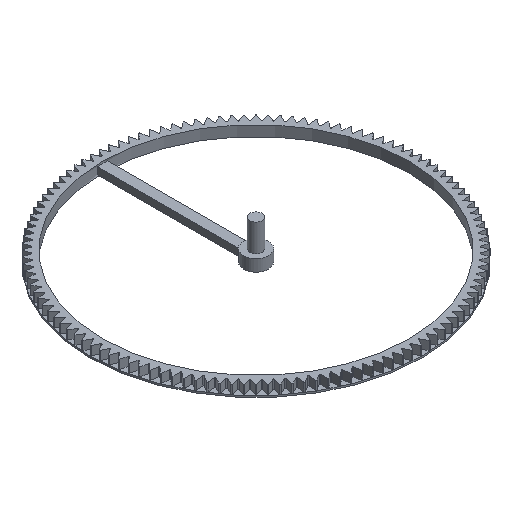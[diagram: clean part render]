
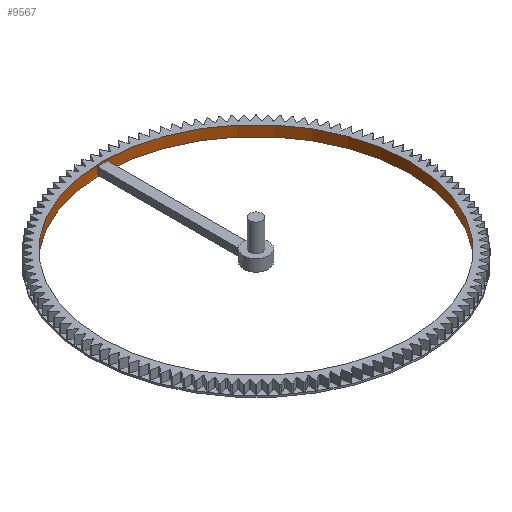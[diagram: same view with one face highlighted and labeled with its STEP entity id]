
A CAD part, isometric view. The second image highlights one B-rep face of the part: STEP entity #9567.
In plain terms, the highlighted cylindrical face has radius 74 mm (diameter 148 mm), a full revolution.
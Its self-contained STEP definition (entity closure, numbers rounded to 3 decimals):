
#141=CYLINDRICAL_SURFACE('',#10446,74.);
#265=FACE_BOUND('',#1016,.T.);
#519=FACE_OUTER_BOUND('',#1015,.T.);
#1015=EDGE_LOOP('',(#7608,#7609,#7610,#7611));
#1016=EDGE_LOOP('',(#7612,#7613,#7614,#7615));
#1263=CIRCLE('',#9827,74.);
#1267=CIRCLE('',#9834,74.);
#1631=CIRCLE('',#10444,74.);
#1633=CIRCLE('',#10447,74.);
#1757=LINE('',#13776,#2729);
#1762=LINE('',#13793,#2734);
#2366=LINE('',#15734,#3338);
#2729=VECTOR('',#10827,10.);
#2734=VECTOR('',#10844,10.);
#3338=VECTOR('',#12672,74.);
#3699=VERTEX_POINT('',#13766);
#3701=VERTEX_POINT('',#13769);
#3703=VERTEX_POINT('',#13775);
#3707=VERTEX_POINT('',#13786);
#3709=VERTEX_POINT('',#13791);
#4434=VERTEX_POINT('',#15732);
#4676=EDGE_CURVE('',#3701,#3699,#1263,.T.);
#4679=EDGE_CURVE('',#3703,#3701,#1757,.T.);
#4684=EDGE_CURVE('',#3707,#3707,#1267,.T.);
#4687=EDGE_CURVE('',#3699,#3709,#1762,.T.);
#5654=EDGE_CURVE('',#3709,#3703,#1631,.T.);
#5656=EDGE_CURVE('',#4434,#4434,#1633,.T.);
#5657=EDGE_CURVE('',#4434,#3707,#2366,.T.);
#7608=ORIENTED_EDGE('',*,*,#5656,.F.);
#7609=ORIENTED_EDGE('',*,*,#5657,.T.);
#7610=ORIENTED_EDGE('',*,*,#4684,.T.);
#7611=ORIENTED_EDGE('',*,*,#5657,.F.);
#7612=ORIENTED_EDGE('',*,*,#4687,.T.);
#7613=ORIENTED_EDGE('',*,*,#5654,.T.);
#7614=ORIENTED_EDGE('',*,*,#4679,.T.);
#7615=ORIENTED_EDGE('',*,*,#4676,.T.);
#9567=ADVANCED_FACE('',(#519,#265),#141,.F.);
#9827=AXIS2_PLACEMENT_3D('',#13770,#10820,#10821);
#9834=AXIS2_PLACEMENT_3D('',#13787,#10838,#10839);
#10444=AXIS2_PLACEMENT_3D('',#15729,#12664,#12665);
#10446=AXIS2_PLACEMENT_3D('',#15731,#12668,#12669);
#10447=AXIS2_PLACEMENT_3D('',#15733,#12670,#12671);
#10820=DIRECTION('center_axis',(0.,0.,1.));
#10821=DIRECTION('ref_axis',(1.,0.,0.));
#10827=DIRECTION('',(0.,0.,-1.));
#10838=DIRECTION('center_axis',(0.,0.,-1.));
#10839=DIRECTION('ref_axis',(1.,0.,0.));
#10844=DIRECTION('',(0.,0.,1.));
#12664=DIRECTION('center_axis',(0.,0.,-1.));
#12665=DIRECTION('ref_axis',(1.,0.,0.));
#12668=DIRECTION('center_axis',(0.,0.,1.));
#12669=DIRECTION('ref_axis',(1.,0.,0.));
#12670=DIRECTION('center_axis',(0.,0.,-1.));
#12671=DIRECTION('ref_axis',(1.,0.,0.));
#12672=DIRECTION('',(0.,0.,-1.));
#13766=CARTESIAN_POINT('',(-2.5,73.958,0.6));
#13769=CARTESIAN_POINT('',(2.5,73.958,0.6));
#13770=CARTESIAN_POINT('Origin',(0.,0.,0.6));
#13775=CARTESIAN_POINT('',(2.5,73.958,4.));
#13776=CARTESIAN_POINT('',(2.5,73.958,0.));
#13786=CARTESIAN_POINT('',(-74.,0.,0.));
#13787=CARTESIAN_POINT('Origin',(0.,0.,0.));
#13791=CARTESIAN_POINT('',(-2.5,73.958,4.));
#13793=CARTESIAN_POINT('',(-2.5,73.958,0.));
#15729=CARTESIAN_POINT('Origin',(0.,0.,4.));
#15731=CARTESIAN_POINT('Origin',(0.,0.,0.));
#15732=CARTESIAN_POINT('',(-74.,0.,5.));
#15733=CARTESIAN_POINT('Origin',(0.,0.,5.));
#15734=CARTESIAN_POINT('',(-74.,0.,0.));
